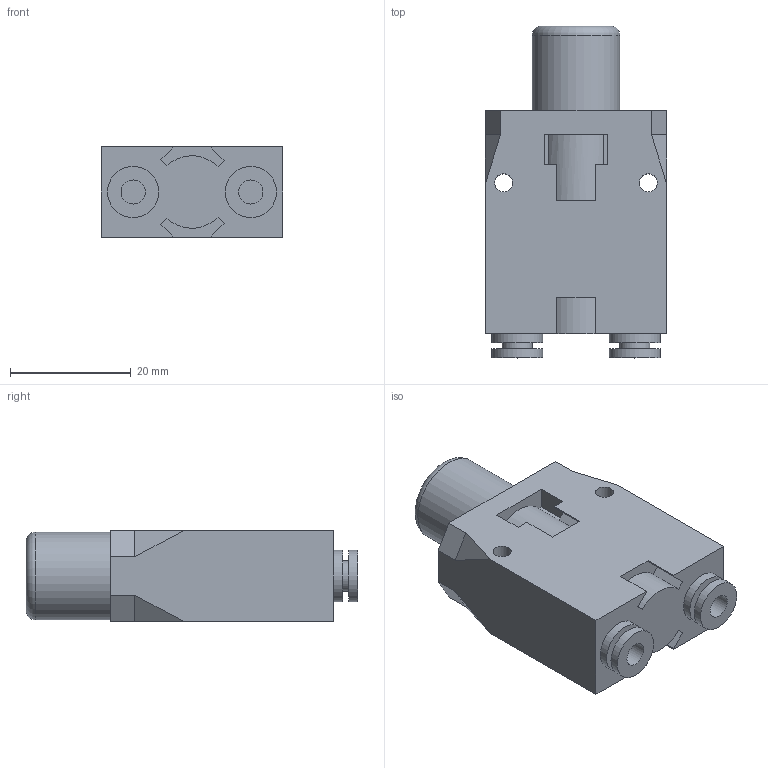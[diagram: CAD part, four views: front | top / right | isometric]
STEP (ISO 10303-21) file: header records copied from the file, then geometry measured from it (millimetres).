
FILE_DESCRIPTION((''),'2;1');
FILE_NAME('104_##_11_1_P#.stp','2006-01-09T17:51:18',('rivolro1'),(''),'Autodesk Inventor 10','Autodesk Inventor 10','');
FILE_SCHEMA(('AUTOMOTIVE_DESIGN { 1 0 10303 214 1 1 1 1 }'));
Length unit declared in the file: millimetre
Products named in the file (1): 104_##_11_1_P#
Bounding box: 30 x 55 x 15 mm (x, y, z)
Volume: 18056.6 mm3; surface area: 6052.1 mm2
Topology: 1 solids, 1 shells, 87 faces, 219 edges, 145 vertices
Faces by surface type: plane 67, cylinder 11, bspline 8, torus 1
Full cylindrical faces by diameter (mm): 5 x2, 8.5 x4, 14.5 x1
Entity records: 2589 total; most frequent: CARTESIAN_POINT 538, ORIENTED_EDGE 402, DIRECTION 398, EDGE_CURVE 201, VECTOR 164, LINE 164, VERTEX_POINT 141, AXIS2_PLACEMENT_3D 117
